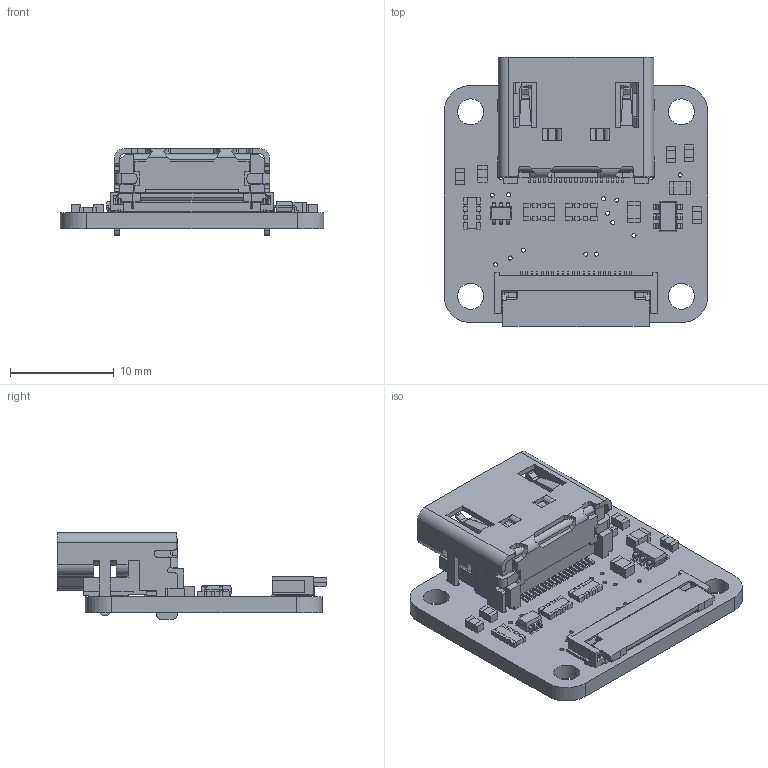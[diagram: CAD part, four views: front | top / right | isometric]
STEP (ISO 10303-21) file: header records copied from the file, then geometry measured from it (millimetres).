
FILE_DESCRIPTION(/* description */ (''),/* implementation_level */ '2;1');
FILE_NAME(/* name */ 'PCB Component.step',/* time_stamp */ '2024-11-14T19:00:50-05:00',/* author */ (''),/* organization */ (''),/* preprocessor_version */ 'ST-DEVELOPER v20',/* originating_system */ 'Autodesk Translation Framework v13.20.0.188',/* authorisation */ '');
FILE_SCHEMA (('AUTOMOTIVE_DESIGN { 1 0 10303 214 3 1 1 }'));
Length unit declared in the file: millimetre
Products named in the file (9): PCB Component; Board; 47151-0001; 10K; BSS138; 10uF/16V; AP3602; 100K; 22p BOTTOM 0.5mm FPC
Assembly tree (15 placements, depth 2):
  PCB Component
    Board
    47151-0001
    10K  x3
    BSS138
    10uF/16V  x2
    AP3602
    100K  x5
    22p BOTTOM 0.5mm FPC
Bounding box: 25.4 x 25.94 x 8.38 mm (x, y, z)
Volume: 1524.4 mm3; surface area: 3191.2 mm2
Topology: 15 solids, 15 shells, 2034 faces, 5840 edges, 3816 vertices
Faces by surface type: plane 1633, cylinder 379, cone 14, bspline 8
Full cylindrical faces by diameter (mm): 0.394 x29, 2.5 x4
Entity records: 61555 total; most frequent: CARTESIAN_POINT 11952, ORIENTED_EDGE 10600, DIRECTION 9613, EDGE_CURVE 5300, LINE 4515, VECTOR 4515, VERTEX_POINT 3456, AXIS2_PLACEMENT_3D 2549
